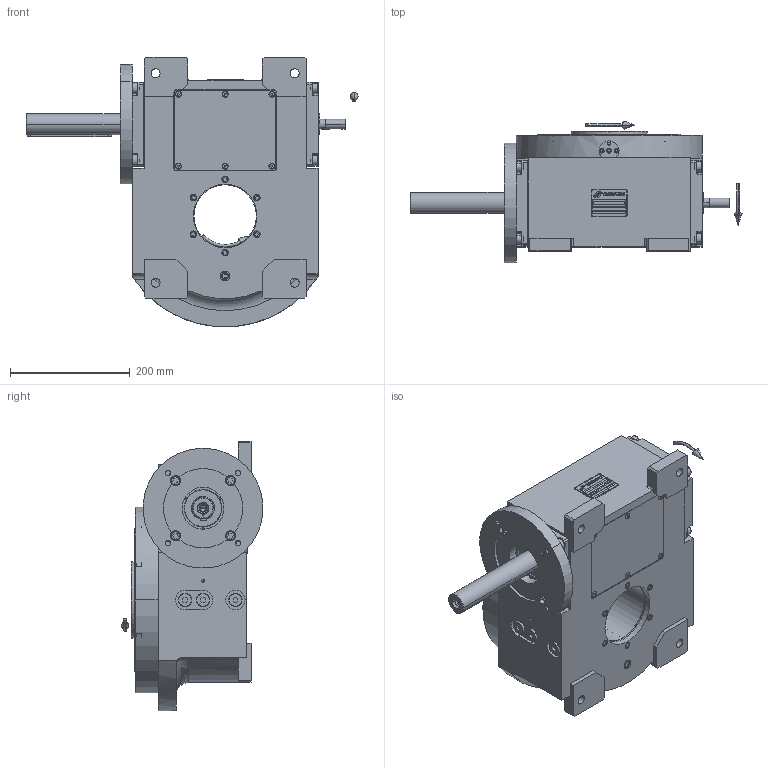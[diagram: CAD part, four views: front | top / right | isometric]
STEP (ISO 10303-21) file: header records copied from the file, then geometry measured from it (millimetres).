
FILE_DESCRIPTION (( 'STEP AP214' ), '1' );
FILE_NAME ('PC5200338.step', '2024-06-17T11:25:08', ( '' ), ( '' ), 'SwSTEP 2.0', 'SolidWorks 2020', '' );
FILE_SCHEMA (( 'AUTOMOTIVE_DESIGN' ));
Length unit declared in the file: millimetre
Products named in the file (86): cfn2000_01_152; AS_rig09_071_8_m_n_02; rig09_016; cfn2000_01_081; CFN2223_02_004.stp; cfn2003_01_054; PC5200338; rig09_002_s_025; cfn2151_01_115; CFN2010_02_002.stp; rig09_001_a_s_012; CFN2000_01_185.stp; AS_900_38_30_003; cfn2276_01_056; RIG09_005_AF0.stp; AS_rig09_002_s_025; cfn2107_01_001; cfn2077_01_036; AS_rig09_004; cfn2000_01_099; RIG09_005_ASM.stp; cfn2115_02_057; cfn2128_19_002; RIG09_021_AF0.stp; rig09_004; cfn2155_01_095; AS_rig09_014_s_003; 900_38_30_003; rig09_007_master; cfn2070_05_009; CFN2010_01_020.stp; CFN2155_01_195.stp; cfn2000_01_161; cfn2205_01_015; cfn2115_01_008; freccia_angolare_albero; cfn2001_02_002; cfn2128_04_002; rig09_014_s_003; AS_cfn2476_01_002_60x46 ...
Assembly tree (77 placements, depth 5):
  CFN2223_02_004.stp
  PC5200338
    rig09_001_a_s_012
    AS_cfn2476_01_002_60x46
      cfn2476_01_002_60x46
      cfn2107_01_001
      cfn2107_01_001
    AS_rig09_071_8_m_n_02
      rig09_071_8_m_n_02.stp
        RIG09_005_ASM.stp
          RIG09_005_AF0.stp
          RIG09_021_AF0.stp
          CFN2000_01_185.stp
          CFN2000_01_185.stp
          CFN2104_02_018.stp
        CFN2155_01_195.stp
        CFN2010_02_002.stp
      rig09_003_8_s_001
      cfn2000_01_099
      cfn2000_01_099
      cfn2000_01_099
      cfn2000_01_099
      cfn2000_01_099
      cfn2000_01_099
      cfn2000_01_099
      cfn2000_01_099
      cfn2104_01_018  x2
    AS_rig09_014_s_003
      rig09_014_s_003
      cfn2000_01_152
      cfn2000_01_152
      cfn2000_01_152
      cfn2000_01_152
      cfn2000_01_152
      cfn2000_01_152
      cfn2155_01_166
    AS_rig09_004
      rig09_004
      cfn2000_01_081
      cfn2155_01_095
      cfn2070_05_009
      cfn2000_01_081
      cfn2000_01_081
      cfn2000_01_081
    AS_rig09_004
      rig09_004
      cfn2000_01_081
      cfn2155_01_095
      cfn2070_05_009
      cfn2000_01_081
      cfn2000_01_081
      cfn2000_01_081
    AS_rig09_002_s_025
      rig09_002_s_025
      cfn2115_01_008
    AS_rig09_010_s_006
      rig09_010_s_006
      cfn2001_02_002  x4
    cfn2128_04_002  x3
    cfn2128_19_002
Bounding box: 553.5 x 236.12 x 450 mm (x, y, z)
Volume: 5374677.3 mm3; surface area: 1340244.3 mm2
Topology: 68 solids, 68 shells, 2118 faces, 5204 edges, 3337 vertices
Faces by surface type: plane 1079, cylinder 685, cone 325, torus 23, sphere 4, bspline 2
Entity records: 65491 total; most frequent: CARTESIAN_POINT 13653, DIRECTION 10334, ORIENTED_EDGE 9804, EDGE_CURVE 4902, AXIS2_PLACEMENT_3D 3586, VERTEX_POINT 3192, LINE 3162, VECTOR 3162
